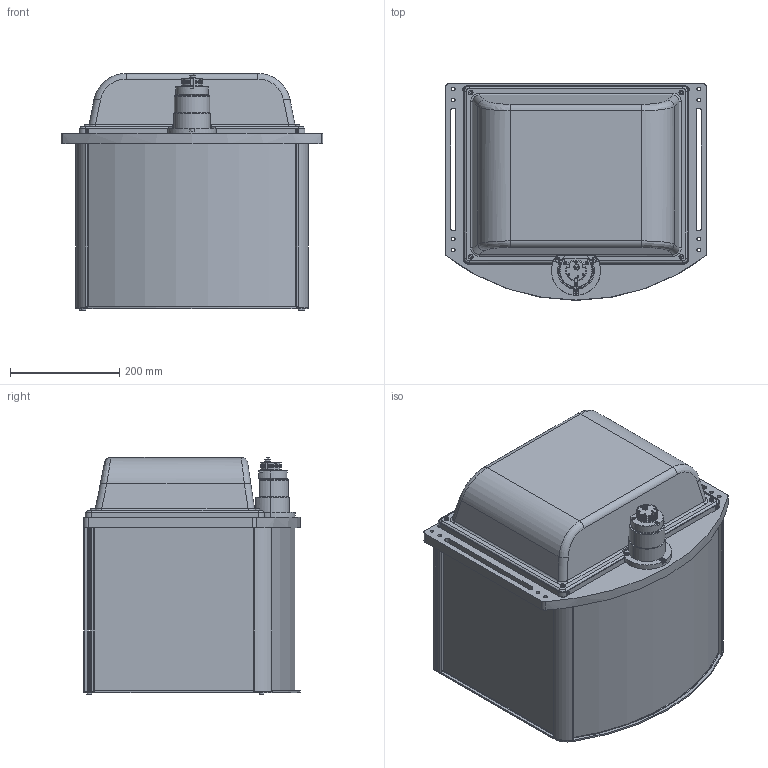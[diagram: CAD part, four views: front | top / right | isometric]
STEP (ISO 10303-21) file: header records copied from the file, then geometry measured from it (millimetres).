
FILE_DESCRIPTION (( 'STEP AP203' ), '1' );
FILE_NAME ('DP28605_LTCLCP260-G.step', '2019-09-26T10:21:35', ( '' ), ( '' ), 'SwSTEP 2.0', 'SolidWorks 2018', '' );
FILE_SCHEMA (( 'CONFIG_CONTROL_DESIGN' ));
Length unit declared in the file: millimetre
Products named in the file (2): DP28605_LTCLCP260-G
Bounding box: 480 x 396.7 x 434.5 mm (x, y, z)
Surface area: 1184332.3 mm2 (no closed solid volume)
Topology: 0 solids, 79 shells, 509 faces, 1970 edges, 1528 vertices
Faces by surface type: plane 234, cylinder 217, torus 28, cone 22, bspline 8
Entity records: 21402 total; most frequent: CARTESIAN_POINT 4505, DIRECTION 3704, ORIENTED_EDGE 2803, EDGE_CURVE 1970, VERTEX_POINT 1528, AXIS2_PLACEMENT_3D 1275, LINE 1154, VECTOR 1154
